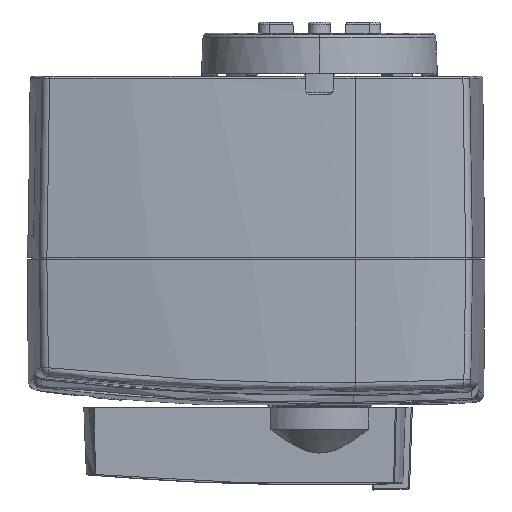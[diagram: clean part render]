
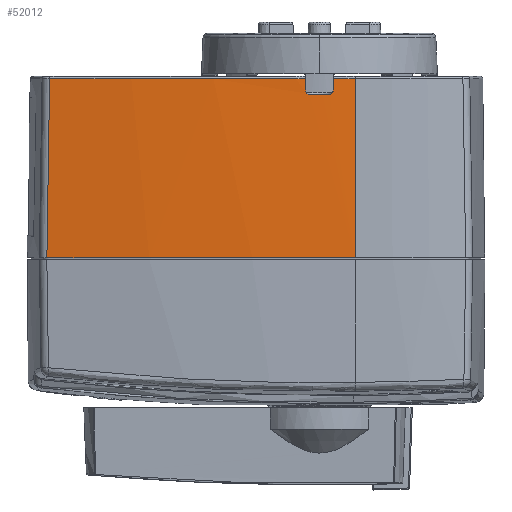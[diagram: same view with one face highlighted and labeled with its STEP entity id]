
A CAD part, left-side view. The second image highlights one B-rep face of the part: STEP entity #52012.
In plain terms, the highlighted conical face has half-angle 1 degrees and reference radius 357.155 mm.
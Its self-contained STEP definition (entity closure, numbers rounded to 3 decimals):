
#11746=CARTESIAN_POINT('',(-41.259,-10.969,
2.509));
#11747=CARTESIAN_POINT('',(-41.275,-10.977,
1.603));
#11748=CARTESIAN_POINT('',(-41.29,-10.985,
0.698));
#11749=CARTESIAN_POINT('',(-41.306,-10.993,
-0.207));
#11776=CARTESIAN_POINT('',(315.545,-8.776,
-1.));
#11777=DIRECTION('',(0.,0.,1.));
#11778=DIRECTION('',(-1.,-0.008,0.));
#11779=AXIS2_PLACEMENT_3D('',#11776,#11777,#11778);
#11821=CARTESIAN_POINT('',(-41.218,-17.007,
-0.207));
#11822=CARTESIAN_POINT('',(-41.202,-17.015,
0.698));
#11823=CARTESIAN_POINT('',(-41.186,-17.023,
1.603));
#11824=CARTESIAN_POINT('',(-41.17,-17.031,
2.509));
#11834=CARTESIAN_POINT('',(-41.233,-16.77,
-0.768));
#11835=CARTESIAN_POINT('',(-41.235,-16.721,
-0.817));
#11836=CARTESIAN_POINT('',(-41.239,-16.609,
-0.902));
#11837=CARTESIAN_POINT('',(-41.245,-16.415,
-0.982));
#11838=CARTESIAN_POINT('',(-41.248,-16.276,
-1.));
#11839=CARTESIAN_POINT('',(-41.249,-16.207,
-1.));
#11841=CARTESIAN_POINT('',(-41.218,-17.007,
-0.207));
#11842=CARTESIAN_POINT('',(-41.219,-17.006,
-0.276));
#11843=CARTESIAN_POINT('',(-41.222,-16.987,
-0.415));
#11844=CARTESIAN_POINT('',(-41.227,-16.905,
-0.609));
#11845=CARTESIAN_POINT('',(-41.231,-16.819,
-0.719));
#11846=CARTESIAN_POINT('',(-41.233,-16.77,
-0.768));
#11848=CARTESIAN_POINT('',(-37.12,45.454,
2.509));
#11849=CARTESIAN_POINT('',(-37.188,45.521,
-1.882));
#11850=CARTESIAN_POINT('',(-37.322,45.655,
-10.662));
#11851=CARTESIAN_POINT('',(-37.523,45.856,
-23.831));
#11852=CARTESIAN_POINT('',(-37.658,45.99,
-32.611));
#11853=CARTESIAN_POINT('',(-37.725,46.057,
-37.));
#11855=CARTESIAN_POINT('',(-41.314,-11.23,
-0.768));
#11856=CARTESIAN_POINT('',(-41.314,-11.181,
-0.719));
#11857=CARTESIAN_POINT('',(-41.312,-11.095,
-0.609));
#11858=CARTESIAN_POINT('',(-41.31,-11.013,
-0.415));
#11859=CARTESIAN_POINT('',(-41.307,-10.994,
-0.276));
#11860=CARTESIAN_POINT('',(-41.306,-10.993,
-0.207));
#11862=CARTESIAN_POINT('',(-41.314,-11.793,
-1.));
#11863=CARTESIAN_POINT('',(-41.315,-11.724,
-1.));
#11864=CARTESIAN_POINT('',(-41.316,-11.585,
-0.982));
#11865=CARTESIAN_POINT('',(-41.316,-11.391,
-0.902));
#11866=CARTESIAN_POINT('',(-41.315,-11.279,
-0.817));
#11867=CARTESIAN_POINT('',(-41.314,-11.23,
-0.768));
#11874=CARTESIAN_POINT('',(315.545,-8.776,
2.509));
#11875=DIRECTION('',(0.,0.,1.));
#11876=DIRECTION('',(-1.,-0.023,0.));
#11877=AXIS2_PLACEMENT_3D('',#11874,#11875,#11876);
#12782=CARTESIAN_POINT('',(315.545,-8.776,
2.509));
#12783=DIRECTION('',(0.,0.,1.));
#12784=DIRECTION('',(-1.,0.,0.));
#12785=AXIS2_PLACEMENT_3D('',#12782,#12783,#12784);
#12787=CARTESIAN_POINT('',(315.545,-8.776,
2.509));
#12788=DIRECTION('',(0.,0.,1.));
#12789=DIRECTION('',(-0.988,0.152,0.));
#12790=AXIS2_PLACEMENT_3D('',#12787,#12788,#12789);
#12863=CARTESIAN_POINT('',(315.545,-8.776,-37.));
#12864=DIRECTION('',(0.,0.,-1.));
#12865=DIRECTION('',(-0.999,-0.037,0.));
#12866=AXIS2_PLACEMENT_3D('',#12863,#12864,#12865);
#12950=DIRECTION('',(-0.017,-0.001,-1.));
#12951=VECTOR('',#12950,39.515);
#12952=CARTESIAN_POINT('',(-41.023,-21.929,
2.509));
#12953=LINE('',#12952,#12951);
#31164=CARTESIAN_POINT('',(-41.314,-11.793,
-1.));
#31166=VERTEX_POINT('',#31164);
#31168=CARTESIAN_POINT('',(-41.249,-16.207,
-1.));
#31169=VERTEX_POINT('',#31168);
#31174=CARTESIAN_POINT('',(-41.218,-17.007,
-0.207));
#31176=VERTEX_POINT('',#31174);
#31178=VERTEX_POINT('',#11824);
#31294=VERTEX_POINT('',#11855);
#31295=VERTEX_POINT('',#11860);
#31296=VERTEX_POINT('',#11746);
#31297=CARTESIAN_POINT('',(-37.12,45.454,
2.509));
#31298=CARTESIAN_POINT('',(-41.266,-8.776,
2.509));
#31299=VERTEX_POINT('',#31297);
#31300=VERTEX_POINT('',#31298);
#31301=VERTEX_POINT('',#11853);
#31302=CARTESIAN_POINT('',(-41.712,-21.954,-37.));
#31303=VERTEX_POINT('',#31302);
#31304=CARTESIAN_POINT('',(-41.023,-21.929,
2.509));
#31305=VERTEX_POINT('',#31304);
#31306=VERTEX_POINT('',#11834);
#51986=CARTESIAN_POINT('',(315.545,-8.776,
-17.246));
#51987=DIRECTION('',(0.,0.,-1.));
#51988=DIRECTION('',(-0.999,-0.037,0.));
#51989=AXIS2_PLACEMENT_3D('',#51986,#51987,#51988);
#51990=CONICAL_SURFACE('',#51989,357.155,1.);
#51991=ORIENTED_EDGE('',*,*,#51918,.T.);
#51992=ORIENTED_EDGE('',*,*,#51981,.F.);
#51993=ORIENTED_EDGE('',*,*,#51979,.F.);
#51994=ORIENTED_EDGE('',*,*,#51965,.T.);
#51996=ORIENTED_EDGE('',*,*,#51995,.T.);
#51998=ORIENTED_EDGE('',*,*,#51997,.T.);
#52000=ORIENTED_EDGE('',*,*,#51999,.T.);
#52002=ORIENTED_EDGE('',*,*,#52001,.F.);
#52004=ORIENTED_EDGE('',*,*,#52003,.T.);
#52006=ORIENTED_EDGE('',*,*,#52005,.T.);
#52007=ORIENTED_EDGE('',*,*,#51877,.T.);
#52008=ORIENTED_EDGE('',*,*,#51896,.F.);
#52009=ORIENTED_EDGE('',*,*,#51894,.F.);
#52010=EDGE_LOOP('',(#51991,#51992,#51993,#51994,#51996,#51998,#52000,#52002,
#52004,#52006,#52007,#52008,#52009));
#52011=FACE_OUTER_BOUND('',#52010,.F.);
#52012=ADVANCED_FACE('',(#52011),#51990,.T.);
#11750=B_SPLINE_CURVE_WITH_KNOTS('',3,(#11746,#11747,#11748,#11749),
.UNSPECIFIED.,.F.,.F.,(4,4),(0.,1.),.UNSPECIFIED.);
#11780=CIRCLE('',#11779,356.872);
#11825=B_SPLINE_CURVE_WITH_KNOTS('',3,(#11821,#11822,#11823,#11824),
.UNSPECIFIED.,.F.,.F.,(4,4),(0.,1.),.UNSPECIFIED.);
#11840=B_SPLINE_CURVE_WITH_KNOTS('',3,(#11834,#11835,#11836,#11837,#11838,
#11839),.UNSPECIFIED.,.F.,.F.,(4,1,1,4),(0.,0.333,
0.667,1.),.UNSPECIFIED.);
#11847=B_SPLINE_CURVE_WITH_KNOTS('',3,(#11841,#11842,#11843,#11844,#11845,
#11846),.UNSPECIFIED.,.F.,.F.,(4,1,1,4),(0.,0.333,
0.667,1.),.UNSPECIFIED.);
#11854=B_SPLINE_CURVE_WITH_KNOTS('',3,(#11848,#11849,#11850,#11851,#11852,
#11853),.UNSPECIFIED.,.F.,.F.,(4,1,1,4),(0.,0.333,
0.667,1.),.UNSPECIFIED.);
#11861=B_SPLINE_CURVE_WITH_KNOTS('',3,(#11855,#11856,#11857,#11858,#11859,
#11860),.UNSPECIFIED.,.F.,.F.,(4,1,1,4),(0.,0.333,
0.667,1.),.UNSPECIFIED.);
#11868=B_SPLINE_CURVE_WITH_KNOTS('',3,(#11862,#11863,#11864,#11865,#11866,
#11867),.UNSPECIFIED.,.F.,.F.,(4,1,1,4),(0.,0.333,
0.667,1.),.UNSPECIFIED.);
#11878=CIRCLE('',#11877,356.81);
#12786=CIRCLE('',#12785,356.81);
#12791=CIRCLE('',#12790,356.81);
#12867=CIRCLE('',#12866,357.5);
#51877=EDGE_CURVE('',#31296,#31295,#11750,.T.);
#51894=EDGE_CURVE('',#31166,#31294,#11868,.T.);
#51896=EDGE_CURVE('',#31294,#31295,#11861,.T.);
#51918=EDGE_CURVE('',#31166,#31169,#11780,.T.);
#51965=EDGE_CURVE('',#31176,#31178,#11825,.T.);
#51979=EDGE_CURVE('',#31176,#31306,#11847,.T.);
#51981=EDGE_CURVE('',#31306,#31169,#11840,.T.);
#51995=EDGE_CURVE('',#31178,#31305,#11878,.T.);
#51997=EDGE_CURVE('',#31305,#31303,#12953,.T.);
#51999=EDGE_CURVE('',#31303,#31301,#12867,.T.);
#52001=EDGE_CURVE('',#31299,#31301,#11854,.T.);
#52003=EDGE_CURVE('',#31299,#31300,#12791,.T.);
#52005=EDGE_CURVE('',#31300,#31296,#12786,.T.);
